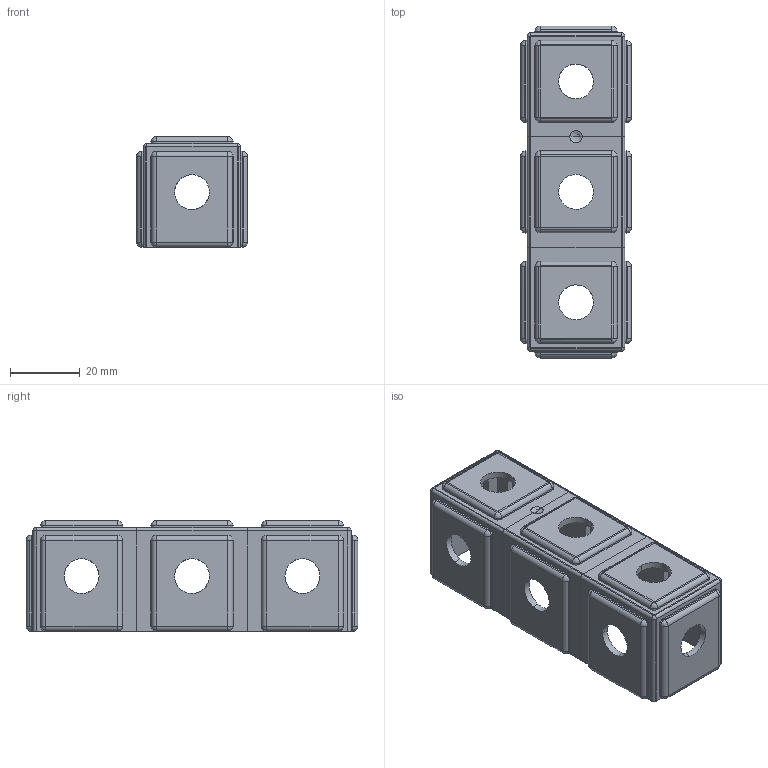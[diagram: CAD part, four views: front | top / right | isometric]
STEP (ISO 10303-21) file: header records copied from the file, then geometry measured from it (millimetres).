
FILE_DESCRIPTION((''),'2;1');
FILE_NAME('G11.stp','2020-04-21T00:35:30',(''),(''),'AutoCAD STEP 2000i','AutoCAD 2000i',', , ');
FILE_SCHEMA(('CONFIG_CONTROL_DESIGN'));
Length unit declared in the file: millimetre
Products named in the file (1): G11
Bounding box: 31.8 x 95.1 x 31.73 mm (x, y, z)
Surface area: 19662.6 mm2 (no closed solid volume)
Topology: 0 solids, 0 shells, 507 faces, 2695 edges, 2647 vertices
Faces by surface type: bspline 507
Entity records: 35061 total; most frequent: CARTESIAN_POINT 24520, QUASI_UNIFORM_CURVE 3383, PCURVE 2630, COMPOSITE_CURVE_SEGMENT 2630, B_SPLINE_CURVE_WITH_KNOTS 619, CURVE_BOUNDED_SURFACE 507, OUTER_BOUNDARY_CURVE 459, B_SPLINE_SURFACE_WITH_KNOTS 136
